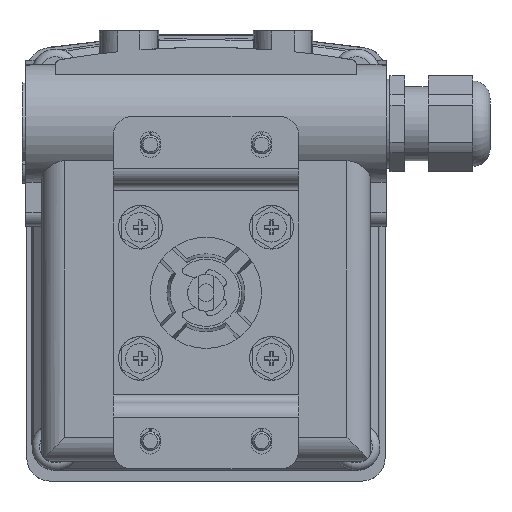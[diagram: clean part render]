
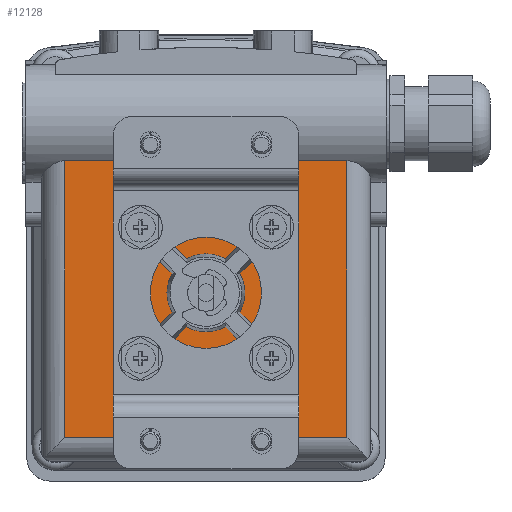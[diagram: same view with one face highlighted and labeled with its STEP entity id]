
A CAD part, front view. The second image highlights one B-rep face of the part: STEP entity #12128.
In plain terms, the highlighted planar face has unit normal (0, -1, 0).
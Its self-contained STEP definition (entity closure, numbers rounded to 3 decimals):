
#440=PLANE('',#13971);
#952=LINE('',#19874,#1960);
#953=LINE('',#19878,#1961);
#954=LINE('',#19882,#1962);
#955=LINE('',#19886,#1963);
#956=LINE('',#19890,#1964);
#957=LINE('',#19894,#1965);
#958=LINE('',#19898,#1966);
#959=LINE('',#19902,#1967);
#960=LINE('',#19903,#1968);
#961=LINE('',#19906,#1969);
#962=LINE('',#19908,#1970);
#963=LINE('',#19910,#1971);
#1960=VECTOR('',#15693,1000.);
#1961=VECTOR('',#15696,1000.);
#1962=VECTOR('',#15699,1000.);
#1963=VECTOR('',#15702,1000.);
#1964=VECTOR('',#15705,1000.);
#1965=VECTOR('',#15708,1000.);
#1966=VECTOR('',#15711,1000.);
#1967=VECTOR('',#15714,1000.);
#1968=VECTOR('',#15715,1000.);
#1969=VECTOR('',#15716,1000.);
#1970=VECTOR('',#15717,1000.);
#1971=VECTOR('',#15718,1000.);
#3188=ORIENTED_EDGE('',*,*,#6806,.T.);
#3189=ORIENTED_EDGE('',*,*,#6807,.T.);
#3190=ORIENTED_EDGE('',*,*,#6808,.T.);
#3191=ORIENTED_EDGE('',*,*,#6809,.T.);
#3192=ORIENTED_EDGE('',*,*,#6810,.T.);
#3193=ORIENTED_EDGE('',*,*,#6811,.T.);
#3194=ORIENTED_EDGE('',*,*,#6812,.T.);
#3195=ORIENTED_EDGE('',*,*,#6813,.T.);
#3196=ORIENTED_EDGE('',*,*,#6814,.T.);
#3197=ORIENTED_EDGE('',*,*,#6815,.T.);
#3198=ORIENTED_EDGE('',*,*,#6816,.T.);
#3199=ORIENTED_EDGE('',*,*,#6817,.T.);
#3200=ORIENTED_EDGE('',*,*,#6818,.T.);
#3201=ORIENTED_EDGE('',*,*,#6819,.T.);
#3202=ORIENTED_EDGE('',*,*,#6820,.T.);
#3203=ORIENTED_EDGE('',*,*,#6821,.T.);
#3204=ORIENTED_EDGE('',*,*,#6822,.F.);
#3205=ORIENTED_EDGE('',*,*,#6823,.T.);
#3206=ORIENTED_EDGE('',*,*,#6824,.F.);
#3207=ORIENTED_EDGE('',*,*,#6825,.F.);
#6806=EDGE_CURVE('',#8602,#8603,#9685,.T.);
#6807=EDGE_CURVE('',#8603,#8604,#952,.T.);
#6808=EDGE_CURVE('',#8604,#8605,#9686,.T.);
#6809=EDGE_CURVE('',#8605,#8606,#953,.T.);
#6810=EDGE_CURVE('',#8606,#8607,#9687,.T.);
#6811=EDGE_CURVE('',#8607,#8608,#954,.T.);
#6812=EDGE_CURVE('',#8608,#8609,#9688,.T.);
#6813=EDGE_CURVE('',#8609,#8610,#955,.T.);
#6814=EDGE_CURVE('',#8610,#8611,#9689,.T.);
#6815=EDGE_CURVE('',#8611,#8612,#956,.T.);
#6816=EDGE_CURVE('',#8612,#8613,#9690,.T.);
#6817=EDGE_CURVE('',#8613,#8614,#957,.T.);
#6818=EDGE_CURVE('',#8614,#8615,#9691,.T.);
#6819=EDGE_CURVE('',#8615,#8616,#958,.T.);
#6820=EDGE_CURVE('',#8616,#8617,#9692,.T.);
#6821=EDGE_CURVE('',#8617,#8602,#959,.T.);
#6822=EDGE_CURVE('',#8618,#8619,#960,.F.);
#6823=EDGE_CURVE('',#8618,#8620,#961,.T.);
#6824=EDGE_CURVE('',#8621,#8620,#962,.T.);
#6825=EDGE_CURVE('',#8619,#8621,#963,.T.);
#8602=VERTEX_POINT('',#19872);
#8603=VERTEX_POINT('',#19873);
#8604=VERTEX_POINT('',#19875);
#8605=VERTEX_POINT('',#19877);
#8606=VERTEX_POINT('',#19879);
#8607=VERTEX_POINT('',#19881);
#8608=VERTEX_POINT('',#19883);
#8609=VERTEX_POINT('',#19885);
#8610=VERTEX_POINT('',#19887);
#8611=VERTEX_POINT('',#19889);
#8612=VERTEX_POINT('',#19891);
#8613=VERTEX_POINT('',#19893);
#8614=VERTEX_POINT('',#19895);
#8615=VERTEX_POINT('',#19897);
#8616=VERTEX_POINT('',#19899);
#8617=VERTEX_POINT('',#19901);
#8618=VERTEX_POINT('',#19904);
#8619=VERTEX_POINT('',#19905);
#8620=VERTEX_POINT('',#19907);
#8621=VERTEX_POINT('',#19909);
#9685=CIRCLE('',#13972,10.514);
#9686=CIRCLE('',#13973,5.694);
#9687=CIRCLE('',#13974,10.514);
#9688=CIRCLE('',#13975,5.694);
#9689=CIRCLE('',#13976,10.514);
#9690=CIRCLE('',#13977,5.694);
#9691=CIRCLE('',#13978,10.514);
#9692=CIRCLE('',#13979,5.694);
#10260=EDGE_LOOP('',(#3188,#3189,#3190,#3191,#3192,#3193,#3194,#3195,#3196,
#3197,#3198,#3199,#3200,#3201,#3202,#3203));
#10261=EDGE_LOOP('',(#3204,#3205,#3206,#3207));
#11105=FACE_BOUND('',#10260,.T.);
#11106=FACE_BOUND('',#10261,.T.);
#12128=ADVANCED_FACE('',(#11105,#11106),#440,.F.);
#13971=AXIS2_PLACEMENT_3D('',#19870,#15689,#15690);
#13972=AXIS2_PLACEMENT_3D('',#19871,#15691,#15692);
#13973=AXIS2_PLACEMENT_3D('',#19876,#15694,#15695);
#13974=AXIS2_PLACEMENT_3D('',#19880,#15697,#15698);
#13975=AXIS2_PLACEMENT_3D('',#19884,#15700,#15701);
#13976=AXIS2_PLACEMENT_3D('',#19888,#15703,#15704);
#13977=AXIS2_PLACEMENT_3D('',#19892,#15706,#15707);
#13978=AXIS2_PLACEMENT_3D('',#19896,#15709,#15710);
#13979=AXIS2_PLACEMENT_3D('',#19900,#15712,#15713);
#15689=DIRECTION('',(0.,1.,0.));
#15690=DIRECTION('',(0.,0.,1.));
#15691=DIRECTION('',(0.,1.,0.));
#15692=DIRECTION('',(0.,0.,1.));
#15693=DIRECTION('',(-0.707,0.,0.707));
#15694=DIRECTION('',(0.,1.,0.));
#15695=DIRECTION('',(0.,0.,1.));
#15696=DIRECTION('',(0.707,0.,-0.707));
#15697=DIRECTION('',(0.,1.,0.));
#15698=DIRECTION('',(0.,0.,1.));
#15699=DIRECTION('',(0.707,0.,0.707));
#15700=DIRECTION('',(0.,1.,0.));
#15701=DIRECTION('',(0.,0.,1.));
#15702=DIRECTION('',(-0.707,0.,-0.707));
#15703=DIRECTION('',(0.,1.,0.));
#15704=DIRECTION('',(0.,0.,1.));
#15705=DIRECTION('',(0.707,0.,-0.707));
#15706=DIRECTION('',(0.,1.,0.));
#15707=DIRECTION('',(0.,0.,1.));
#15708=DIRECTION('',(-0.707,0.,0.707));
#15709=DIRECTION('',(0.,1.,0.));
#15710=DIRECTION('',(0.,0.,1.));
#15711=DIRECTION('',(-0.707,0.,-0.707));
#15712=DIRECTION('',(0.,1.,0.));
#15713=DIRECTION('',(0.,0.,1.));
#15714=DIRECTION('',(0.707,0.,0.707));
#15715=DIRECTION('',(-1.,0.,0.));
#15716=DIRECTION('',(0.,0.,-1.));
#15717=DIRECTION('',(-1.,0.,0.));
#15718=DIRECTION('',(0.,0.,-1.));
#19870=CARTESIAN_POINT('',(41.845,9.42,-42.824));
#19871=CARTESIAN_POINT('',(0.,9.42,0.));
#19872=CARTESIAN_POINT('',(-9.143,9.42,-5.192));
#19873=CARTESIAN_POINT('',(-9.143,9.42,5.192));
#19874=CARTESIAN_POINT('',(-8.685,9.42,4.733));
#19875=CARTESIAN_POINT('',(-16.145,9.42,12.194));
#19876=CARTESIAN_POINT('',(-17.678,9.42,17.678));
#19877=CARTESIAN_POINT('',(-12.194,9.42,16.145));
#19878=CARTESIAN_POINT('',(-12.553,9.42,16.504));
#19879=CARTESIAN_POINT('',(-5.192,9.42,9.143));
#19880=CARTESIAN_POINT('',(0.,9.42,0.));
#19881=CARTESIAN_POINT('',(5.192,9.42,9.143));
#19882=CARTESIAN_POINT('',(4.733,9.42,8.685));
#19883=CARTESIAN_POINT('',(12.194,9.42,16.145));
#19884=CARTESIAN_POINT('',(17.678,9.42,17.678));
#19885=CARTESIAN_POINT('',(16.145,9.42,12.194));
#19886=CARTESIAN_POINT('',(16.504,9.42,12.553));
#19887=CARTESIAN_POINT('',(9.143,9.42,5.192));
#19888=CARTESIAN_POINT('',(0.,9.42,0.));
#19889=CARTESIAN_POINT('',(9.143,9.42,-5.192));
#19890=CARTESIAN_POINT('',(8.685,9.42,-4.733));
#19891=CARTESIAN_POINT('',(16.145,9.42,-12.194));
#19892=CARTESIAN_POINT('',(17.678,9.42,-17.678));
#19893=CARTESIAN_POINT('',(12.194,9.42,-16.145));
#19894=CARTESIAN_POINT('',(12.553,9.42,-16.504));
#19895=CARTESIAN_POINT('',(5.192,9.42,-9.143));
#19896=CARTESIAN_POINT('',(0.,9.42,0.));
#19897=CARTESIAN_POINT('',(-5.192,9.42,-9.143));
#19898=CARTESIAN_POINT('',(-4.733,9.42,-8.685));
#19899=CARTESIAN_POINT('',(-12.194,9.42,-16.145));
#19900=CARTESIAN_POINT('',(-17.678,9.42,-17.678));
#19901=CARTESIAN_POINT('',(-16.145,9.42,-12.194));
#19902=CARTESIAN_POINT('',(-16.504,9.42,-12.553));
#19903=CARTESIAN_POINT('',(48.616,9.42,35.634));
#19904=CARTESIAN_POINT('',(-38.035,9.42,35.634));
#19905=CARTESIAN_POINT('',(38.035,9.42,35.634));
#19906=CARTESIAN_POINT('',(-38.035,9.42,88.77));
#19907=CARTESIAN_POINT('',(-38.035,9.42,-39.014));
#19908=CARTESIAN_POINT('',(88.77,9.42,-39.014));
#19909=CARTESIAN_POINT('',(38.035,9.42,-39.014));
#19910=CARTESIAN_POINT('',(38.035,9.42,88.77));
